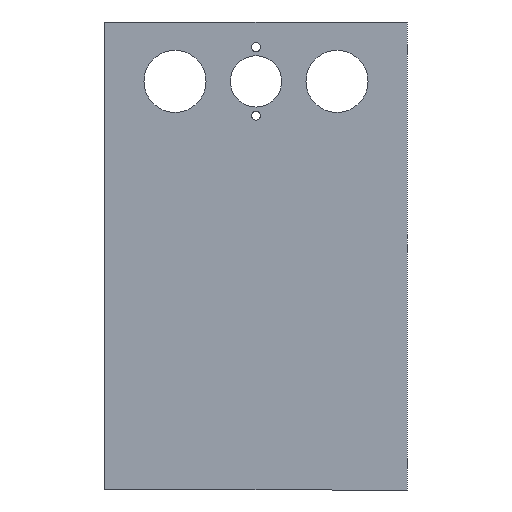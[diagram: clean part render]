
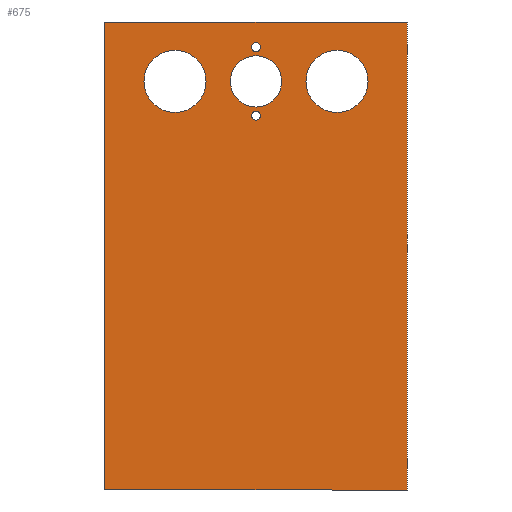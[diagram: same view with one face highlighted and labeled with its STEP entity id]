
A CAD part, front view. The second image highlights one B-rep face of the part: STEP entity #675.
In plain terms, the highlighted planar face has unit normal (0, -1, 0).
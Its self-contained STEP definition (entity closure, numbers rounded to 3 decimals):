
#2 = DIRECTION ( 'NONE',  ( -1., 0., 0. ) ) ;
#11 = ORIENTED_EDGE ( 'NONE', *, *, #168, .T. ) ;
#14 = EDGE_CURVE ( 'NONE', #359, #668, #22, .T. ) ;
#16 = DIRECTION ( 'NONE',  ( 0., 1., 0. ) ) ;
#22 = CIRCLE ( 'NONE', #776, 2.5 ) ;
#24 = EDGE_LOOP ( 'NONE', ( #232, #752, #466, #763 ) ) ;
#30 = CARTESIAN_POINT ( 'NONE',  ( 0., 0., 0. ) ) ;
#45 = FACE_OUTER_BOUND ( 'NONE', #24, .T. ) ;
#57 = DIRECTION ( 'NONE',  ( 0., 1., 0. ) ) ;
#79 = ORIENTED_EDGE ( 'NONE', *, *, #527, .T. ) ;
#82 = DIRECTION ( 'NONE',  ( 0., 0., 1. ) ) ;
#84 = CARTESIAN_POINT ( 'NONE',  ( -39., 0., -33. ) ) ;
#91 = DIRECTION ( 'NONE',  ( 0., 1., 0. ) ) ;
#117 = ORIENTED_EDGE ( 'NONE', *, *, #757, .T. ) ;
#130 = ORIENTED_EDGE ( 'NONE', *, *, #386, .T. ) ;
#132 = CARTESIAN_POINT ( 'NONE',  ( -84., 0., -11.5 ) ) ;
#137 = CIRCLE ( 'NONE', #832, 14.25 ) ;
#144 = VERTEX_POINT ( 'NONE', #607 ) ;
#145 = DIRECTION ( 'NONE',  ( 0., 1., 0. ) ) ;
#152 = EDGE_CURVE ( 'NONE', #335, #390, #867, .T. ) ;
#153 = VERTEX_POINT ( 'NONE', #464 ) ;
#159 = CARTESIAN_POINT ( 'NONE',  ( -84., 0., -18.75 ) ) ;
#163 = FACE_BOUND ( 'NONE', #361, .T. ) ;
#165 = CARTESIAN_POINT ( 'NONE',  ( -129., 0., -33. ) ) ;
#168 = EDGE_CURVE ( 'NONE', #999, #491, #346, .T. ) ;
#172 = CARTESIAN_POINT ( 'NONE',  ( -39., 0., -33. ) ) ;
#174 = CARTESIAN_POINT ( 'NONE',  ( -168., 0., 0. ) ) ;
#183 = CARTESIAN_POINT ( 'NONE',  ( -129., 0., -50.25 ) ) ;
#184 = CARTESIAN_POINT ( 'NONE',  ( -168., 0., 0. ) ) ;
#224 = CIRCLE ( 'NONE', #626, 14.25 ) ;
#228 = AXIS2_PLACEMENT_3D ( 'NONE', #233, #16, #82 ) ;
#230 = ORIENTED_EDGE ( 'NONE', *, *, #821, .T. ) ;
#232 = ORIENTED_EDGE ( 'NONE', *, *, #278, .F. ) ;
#233 = CARTESIAN_POINT ( 'NONE',  ( -84., 0., -52. ) ) ;
#241 = DIRECTION ( 'NONE',  ( 0., 0., 1. ) ) ;
#245 = EDGE_CURVE ( 'NONE', #491, #999, #284, .T. ) ;
#252 = DIRECTION ( 'NONE',  ( 0., 0., 1. ) ) ;
#253 = VECTOR ( 'NONE', #876, 1000. ) ;
#258 = CARTESIAN_POINT ( 'NONE',  ( 0., 0., 0. ) ) ;
#274 = LINE ( 'NONE', #258, #658 ) ;
#278 = EDGE_CURVE ( 'NONE', #153, #389, #274, .T. ) ;
#282 = AXIS2_PLACEMENT_3D ( 'NONE', #172, #959, #252 ) ;
#284 = CIRCLE ( 'NONE', #282, 17.25 ) ;
#292 = DIRECTION ( 'NONE',  ( 0., 1., 0. ) ) ;
#293 = EDGE_CURVE ( 'NONE', #483, #153, #450, .T. ) ;
#305 = FACE_BOUND ( 'NONE', #621, .T. ) ;
#316 = AXIS2_PLACEMENT_3D ( 'NONE', #84, #868, #380 ) ;
#335 = VERTEX_POINT ( 'NONE', #967 ) ;
#336 = DIRECTION ( 'NONE',  ( 0., 0., 1. ) ) ;
#346 = CIRCLE ( 'NONE', #316, 17.25 ) ;
#359 = VERTEX_POINT ( 'NONE', #392 ) ;
#361 = EDGE_LOOP ( 'NONE', ( #130, #79 ) ) ;
#375 = PLANE ( 'NONE',  #880 ) ;
#380 = DIRECTION ( 'NONE',  ( 0., 0., 1. ) ) ;
#386 = EDGE_CURVE ( 'NONE', #855, #796, #224, .T. ) ;
#389 = VERTEX_POINT ( 'NONE', #646 ) ;
#390 = VERTEX_POINT ( 'NONE', #183 ) ;
#392 = CARTESIAN_POINT ( 'NONE',  ( -84., 0., -16.5 ) ) ;
#394 = EDGE_CURVE ( 'NONE', #144, #418, #975, .T. ) ;
#396 = AXIS2_PLACEMENT_3D ( 'NONE', #165, #1016, #241 ) ;
#408 = DIRECTION ( 'NONE',  ( 0., 0., 1. ) ) ;
#417 = CARTESIAN_POINT ( 'NONE',  ( -39., 0., -50.25 ) ) ;
#418 = VERTEX_POINT ( 'NONE', #657 ) ;
#428 = DIRECTION ( 'NONE',  ( 0., 1., 0. ) ) ;
#429 = CARTESIAN_POINT ( 'NONE',  ( -84., 0., -33. ) ) ;
#448 = CARTESIAN_POINT ( 'NONE',  ( -129., 0., -33. ) ) ;
#450 = LINE ( 'NONE', #30, #253 ) ;
#452 = ORIENTED_EDGE ( 'NONE', *, *, #245, .T. ) ;
#464 = CARTESIAN_POINT ( 'NONE',  ( 0., 0., 0. ) ) ;
#466 = ORIENTED_EDGE ( 'NONE', *, *, #976, .F. ) ;
#478 = CARTESIAN_POINT ( 'NONE',  ( -84., 0., -52. ) ) ;
#483 = VERTEX_POINT ( 'NONE', #184 ) ;
#487 = DIRECTION ( 'NONE',  ( 0., 0., 1. ) ) ;
#491 = VERTEX_POINT ( 'NONE', #417 ) ;
#517 = CIRCLE ( 'NONE', #228, 2.5 ) ;
#527 = EDGE_CURVE ( 'NONE', #796, #855, #137, .T. ) ;
#555 = DIRECTION ( 'NONE',  ( 0., 1., 0. ) ) ;
#576 = FACE_BOUND ( 'NONE', #989, .T. ) ;
#586 = LINE ( 'NONE', #174, #936 ) ;
#592 = ORIENTED_EDGE ( 'NONE', *, *, #14, .T. ) ;
#596 = CARTESIAN_POINT ( 'NONE',  ( -84., 0., -14. ) ) ;
#597 = DIRECTION ( 'NONE',  ( 0., 0., 1. ) ) ;
#606 = EDGE_LOOP ( 'NONE', ( #726, #640 ) ) ;
#607 = CARTESIAN_POINT ( 'NONE',  ( -84., 0., -49.5 ) ) ;
#617 = VECTOR ( 'NONE', #2, 1000. ) ;
#621 = EDGE_LOOP ( 'NONE', ( #11, #452 ) ) ;
#626 = AXIS2_PLACEMENT_3D ( 'NONE', #960, #91, #408 ) ;
#640 = ORIENTED_EDGE ( 'NONE', *, *, #662, .T. ) ;
#646 = CARTESIAN_POINT ( 'NONE',  ( 0., 0., -260. ) ) ;
#657 = CARTESIAN_POINT ( 'NONE',  ( -84., 0., -54.5 ) ) ;
#658 = VECTOR ( 'NONE', #885, 1000. ) ;
#662 = EDGE_CURVE ( 'NONE', #390, #335, #1007, .T. ) ;
#668 = VERTEX_POINT ( 'NONE', #132 ) ;
#669 = DIRECTION ( 'NONE',  ( 0., 0., 1. ) ) ;
#670 = VERTEX_POINT ( 'NONE', #919 ) ;
#675 = ADVANCED_FACE ( 'NONE', ( #974, #576, #985, #305, #163, #45 ), #375, .F. ) ;
#677 = CARTESIAN_POINT ( 'NONE',  ( -84., 0., -14. ) ) ;
#680 = DIRECTION ( 'NONE',  ( 0., 0., 1. ) ) ;
#726 = ORIENTED_EDGE ( 'NONE', *, *, #152, .T. ) ;
#730 = AXIS2_PLACEMENT_3D ( 'NONE', #478, #555, #336 ) ;
#742 = AXIS2_PLACEMENT_3D ( 'NONE', #448, #761, #597 ) ;
#752 = ORIENTED_EDGE ( 'NONE', *, *, #293, .F. ) ;
#757 = EDGE_CURVE ( 'NONE', #668, #359, #901, .T. ) ;
#761 = DIRECTION ( 'NONE',  ( 0., 1., 0. ) ) ;
#763 = ORIENTED_EDGE ( 'NONE', *, *, #844, .F. ) ;
#766 = DIRECTION ( 'NONE',  ( 0., 0., 1. ) ) ;
#776 = AXIS2_PLACEMENT_3D ( 'NONE', #596, #57, #916 ) ;
#791 = CARTESIAN_POINT ( 'NONE',  ( 0., 0., -260. ) ) ;
#796 = VERTEX_POINT ( 'NONE', #798 ) ;
#798 = CARTESIAN_POINT ( 'NONE',  ( -84., 0., -47.25 ) ) ;
#821 = EDGE_CURVE ( 'NONE', #418, #144, #517, .T. ) ;
#832 = AXIS2_PLACEMENT_3D ( 'NONE', #429, #428, #669 ) ;
#837 = ORIENTED_EDGE ( 'NONE', *, *, #394, .T. ) ;
#844 = EDGE_CURVE ( 'NONE', #389, #670, #951, .T. ) ;
#855 = VERTEX_POINT ( 'NONE', #159 ) ;
#867 = CIRCLE ( 'NONE', #396, 17.25 ) ;
#868 = DIRECTION ( 'NONE',  ( 0., 1., 0. ) ) ;
#876 = DIRECTION ( 'NONE',  ( 1., 0., 0. ) ) ;
#880 = AXIS2_PLACEMENT_3D ( 'NONE', #1005, #292, #680 ) ;
#885 = DIRECTION ( 'NONE',  ( 0., 0., -1. ) ) ;
#901 = CIRCLE ( 'NONE', #971, 2.5 ) ;
#916 = DIRECTION ( 'NONE',  ( 0., 0., 1. ) ) ;
#919 = CARTESIAN_POINT ( 'NONE',  ( -168., 0., -260. ) ) ;
#936 = VECTOR ( 'NONE', #487, 1000. ) ;
#951 = LINE ( 'NONE', #791, #617 ) ;
#959 = DIRECTION ( 'NONE',  ( 0., 1., 0. ) ) ;
#960 = CARTESIAN_POINT ( 'NONE',  ( -84., 0., -33. ) ) ;
#962 = CARTESIAN_POINT ( 'NONE',  ( -39., 0., -15.75 ) ) ;
#967 = CARTESIAN_POINT ( 'NONE',  ( -129., 0., -15.75 ) ) ;
#971 = AXIS2_PLACEMENT_3D ( 'NONE', #677, #145, #766 ) ;
#974 = FACE_BOUND ( 'NONE', #978, .T. ) ;
#975 = CIRCLE ( 'NONE', #730, 2.5 ) ;
#976 = EDGE_CURVE ( 'NONE', #670, #483, #586, .T. ) ;
#978 = EDGE_LOOP ( 'NONE', ( #117, #592 ) ) ;
#985 = FACE_BOUND ( 'NONE', #606, .T. ) ;
#989 = EDGE_LOOP ( 'NONE', ( #837, #230 ) ) ;
#999 = VERTEX_POINT ( 'NONE', #962 ) ;
#1005 = CARTESIAN_POINT ( 'NONE',  ( 0., 0., 0. ) ) ;
#1007 = CIRCLE ( 'NONE', #742, 17.25 ) ;
#1016 = DIRECTION ( 'NONE',  ( 0., 1., 0. ) ) ;
